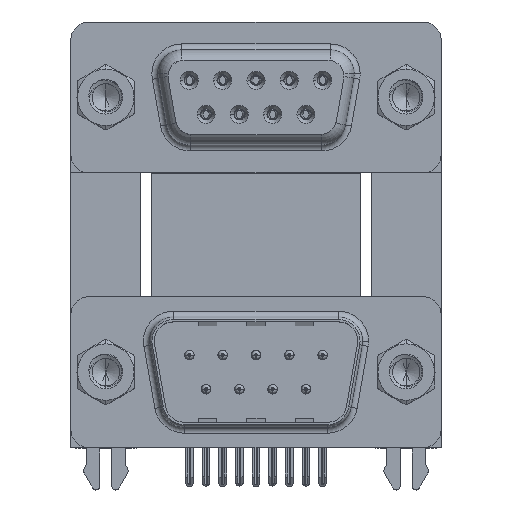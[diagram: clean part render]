
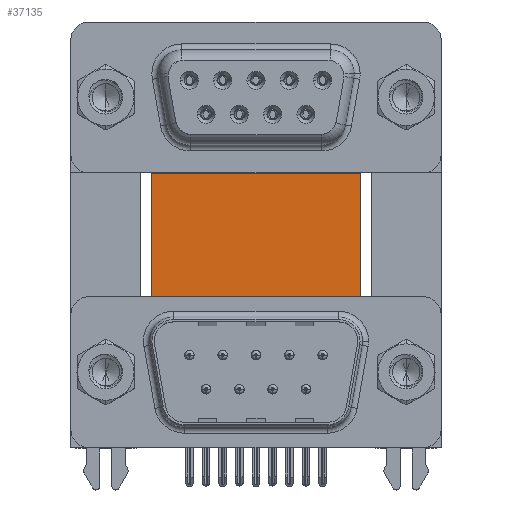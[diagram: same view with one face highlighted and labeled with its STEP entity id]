
A CAD part, top view. The second image highlights one B-rep face of the part: STEP entity #37135.
In plain terms, the highlighted planar face has unit normal (0, 0, 1).
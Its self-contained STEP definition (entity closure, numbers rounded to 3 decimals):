
#507 = EDGE_CURVE ( 'NONE', #8698, #4777, #9533, .T. ) ;
#1006 = EDGE_CURVE ( 'NONE', #7401, #26031, #11901, .T. ) ;
#2285 = VECTOR ( 'NONE', #27943, 1000. ) ;
#2654 = LINE ( 'NONE', #16194, #19815 ) ;
#3073 = VECTOR ( 'NONE', #37514, 1000. ) ;
#3850 = CARTESIAN_POINT ( 'NONE',  ( 2.4, -4.635, -12. ) ) ;
#4634 = DIRECTION ( 'NONE',  ( 0., 0., -1. ) ) ;
#4724 = CARTESIAN_POINT ( 'NONE',  ( 21.2, -0.735, -12. ) ) ;
#4777 = VERTEX_POINT ( 'NONE', #4724 ) ;
#5209 = CARTESIAN_POINT ( 'NONE',  ( 2.4, -4.635, -12. ) ) ;
#5703 = CARTESIAN_POINT ( 'NONE',  ( 3.79, 16.585, -12. ) ) ;
#5706 = VECTOR ( 'NONE', #24082, 1000. ) ;
#7401 = VERTEX_POINT ( 'NONE', #15006 ) ;
#7754 = LINE ( 'NONE', #21326, #27933 ) ;
#7811 = ORIENTED_EDGE ( 'NONE', *, *, #15775, .T. ) ;
#8073 = AXIS2_PLACEMENT_3D ( 'NONE', #21324, #4634, #17535 ) ;
#8367 = VERTEX_POINT ( 'NONE', #14533 ) ;
#8560 = CARTESIAN_POINT ( 'NONE',  ( 21.2, 16.585, -12. ) ) ;
#8698 = VERTEX_POINT ( 'NONE', #12717 ) ;
#8845 = CARTESIAN_POINT ( 'NONE',  ( 2.9, -4.635, -12. ) ) ;
#8876 = VERTEX_POINT ( 'NONE', #31184 ) ;
#9533 = LINE ( 'NONE', #42362, #31036 ) ;
#9973 = DIRECTION ( 'NONE',  ( -0.336, 0.942, 0. ) ) ;
#10078 = ORIENTED_EDGE ( 'NONE', *, *, #31010, .T. ) ;
#10810 = ORIENTED_EDGE ( 'NONE', *, *, #1006, .T. ) ;
#11107 = PLANE ( 'NONE',  #8073 ) ;
#11901 = LINE ( 'NONE', #5209, #17759 ) ;
#12717 = CARTESIAN_POINT ( 'NONE',  ( 22.59, -4.635, -12. ) ) ;
#12799 = ORIENTED_EDGE ( 'NONE', *, *, #33588, .F. ) ;
#12971 = CARTESIAN_POINT ( 'NONE',  ( 3.79, -3.735, -12. ) ) ;
#13788 = ORIENTED_EDGE ( 'NONE', *, *, #26831, .T. ) ;
#14176 = VERTEX_POINT ( 'NONE', #8845 ) ;
#14533 = CARTESIAN_POINT ( 'NONE',  ( 22.09, -4.635, -12. ) ) ;
#14747 = CARTESIAN_POINT ( 'NONE',  ( 22.09, -3.735, -12. ) ) ;
#14895 = EDGE_CURVE ( 'NONE', #28488, #29800, #31355, .T. ) ;
#15006 = CARTESIAN_POINT ( 'NONE',  ( 3.79, -0.735, -12. ) ) ;
#15231 = DIRECTION ( 'NONE',  ( -0.336, -0.942, 0. ) ) ;
#15556 = ORIENTED_EDGE ( 'NONE', *, *, #14895, .F. ) ;
#15775 = EDGE_CURVE ( 'NONE', #8876, #8367, #34788, .T. ) ;
#16194 = CARTESIAN_POINT ( 'NONE',  ( 3.79, 16.585, -12. ) ) ;
#17416 = ORIENTED_EDGE ( 'NONE', *, *, #18941, .T. ) ;
#17535 = DIRECTION ( 'NONE',  ( -1., 0., 0. ) ) ;
#17759 = VECTOR ( 'NONE', #15231, 1000. ) ;
#17988 = VECTOR ( 'NONE', #24450, 1000. ) ;
#18196 = FACE_OUTER_BOUND ( 'NONE', #21149, .T. ) ;
#18291 = DIRECTION ( 'NONE',  ( 0., -1., 0. ) ) ;
#18941 = EDGE_CURVE ( 'NONE', #26031, #14176, #22480, .T. ) ;
#19815 = VECTOR ( 'NONE', #38923, 1000. ) ;
#20525 = ORIENTED_EDGE ( 'NONE', *, *, #43799, .T. ) ;
#21149 = EDGE_LOOP ( 'NONE', ( #10078, #7811, #20525, #22002, #12799, #15556, #13788, #10810, #17416, #37240 ) ) ;
#21324 = CARTESIAN_POINT ( 'NONE',  ( 3.79, 16.585, -12. ) ) ;
#21326 = CARTESIAN_POINT ( 'NONE',  ( 22.09, -4.635, -12. ) ) ;
#22002 = ORIENTED_EDGE ( 'NONE', *, *, #507, .T. ) ;
#22480 = LINE ( 'NONE', #26043, #42253 ) ;
#23389 = VERTEX_POINT ( 'NONE', #25741 ) ;
#24082 = DIRECTION ( 'NONE',  ( 1., 0., 0. ) ) ;
#24450 = DIRECTION ( 'NONE',  ( 1., 0., 0. ) ) ;
#24670 = CARTESIAN_POINT ( 'NONE',  ( 3.79, 16.585, -12. ) ) ;
#25741 = CARTESIAN_POINT ( 'NONE',  ( 2.9, -3.735, -12. ) ) ;
#26031 = VERTEX_POINT ( 'NONE', #3850 ) ;
#26043 = CARTESIAN_POINT ( 'NONE',  ( 2.9, -4.635, -12. ) ) ;
#26760 = LINE ( 'NONE', #12971, #5706 ) ;
#26831 = EDGE_CURVE ( 'NONE', #28488, #7401, #2654, .T. ) ;
#27933 = VECTOR ( 'NONE', #31801, 1000. ) ;
#27943 = DIRECTION ( 'NONE',  ( 0., -1., 0. ) ) ;
#27951 = LINE ( 'NONE', #31082, #3073 ) ;
#28379 = LINE ( 'NONE', #8560, #2285 ) ;
#28488 = VERTEX_POINT ( 'NONE', #5703 ) ;
#29800 = VERTEX_POINT ( 'NONE', #31283 ) ;
#29837 = DIRECTION ( 'NONE',  ( 1., 0., 0. ) ) ;
#31010 = EDGE_CURVE ( 'NONE', #23389, #8876, #26760, .T. ) ;
#31036 = VECTOR ( 'NONE', #9973, 1000. ) ;
#31082 = CARTESIAN_POINT ( 'NONE',  ( 2.9, -3.735, -12. ) ) ;
#31184 = CARTESIAN_POINT ( 'NONE',  ( 22.09, -3.735, -12. ) ) ;
#31283 = CARTESIAN_POINT ( 'NONE',  ( 21.2, 16.585, -12. ) ) ;
#31355 = LINE ( 'NONE', #24670, #17988 ) ;
#31801 = DIRECTION ( 'NONE',  ( 1., 0., 0. ) ) ;
#33588 = EDGE_CURVE ( 'NONE', #29800, #4777, #28379, .T. ) ;
#34290 = VECTOR ( 'NONE', #18291, 1000. ) ;
#34725 = EDGE_CURVE ( 'NONE', #14176, #23389, #27951, .T. ) ;
#34788 = LINE ( 'NONE', #14747, #34290 ) ;
#37135 = ADVANCED_FACE ( 'NONE', ( #18196 ), #11107, .F. ) ;
#37240 = ORIENTED_EDGE ( 'NONE', *, *, #34725, .T. ) ;
#37514 = DIRECTION ( 'NONE',  ( 0., 1., 0. ) ) ;
#38923 = DIRECTION ( 'NONE',  ( 0., -1., 0. ) ) ;
#42253 = VECTOR ( 'NONE', #29837, 1000. ) ;
#42362 = CARTESIAN_POINT ( 'NONE',  ( 22.59, -4.635, -12. ) ) ;
#43799 = EDGE_CURVE ( 'NONE', #8367, #8698, #7754, .T. ) ;
